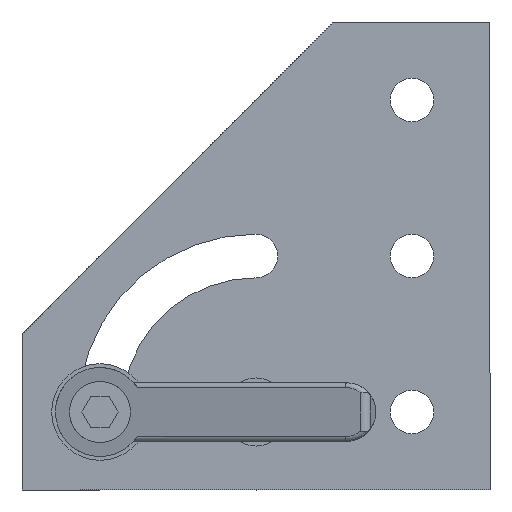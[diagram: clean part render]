
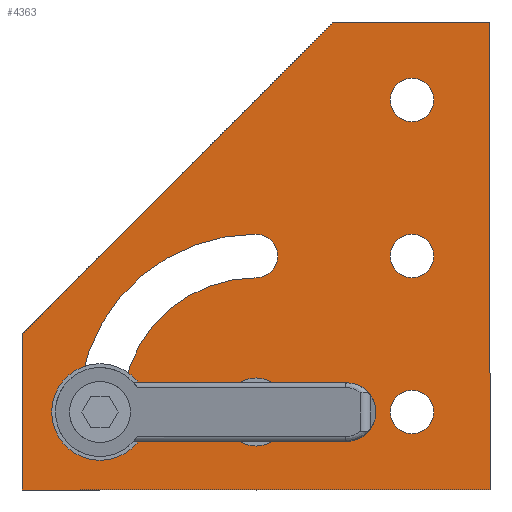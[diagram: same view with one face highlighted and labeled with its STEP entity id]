
A CAD part, left-side view. The second image highlights one B-rep face of the part: STEP entity #4363.
In plain terms, the highlighted planar face has unit normal (-1, 0, 0).
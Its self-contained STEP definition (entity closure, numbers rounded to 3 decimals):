
#3740=CARTESIAN_POINT('',(-0.596,-0.86,0.5));
#3741=VERTEX_POINT('',#3740);
#3750=CARTESIAN_POINT('',(-0.596,-1.14,0.5));
#3751=VERTEX_POINT('',#3750);
#3752=CARTESIAN_POINT('',(-0.596,-1.,0.5));
#3753=DIRECTION('',(1.0,0.0,0.0));
#3754=DIRECTION('',(0.0,1.0,0.0));
#3755=AXIS2_PLACEMENT_3D('',#3752,#3753,#3754);
#3756=CIRCLE('',#3755,0.14);
#3757=EDGE_CURVE('',#3751,#3741,#3756,.T.);
#3782=CARTESIAN_POINT('',(-0.596,-0.86,1.5));
#3783=VERTEX_POINT('',#3782);
#3792=CARTESIAN_POINT('',(-0.596,-1.14,1.5));
#3793=VERTEX_POINT('',#3792);
#3794=CARTESIAN_POINT('',(-0.596,-1.,1.5));
#3795=DIRECTION('',(1.0,0.0,0.0));
#3796=DIRECTION('',(0.0,1.0,0.0));
#3797=AXIS2_PLACEMENT_3D('',#3794,#3795,#3796);
#3798=CIRCLE('',#3797,0.14);
#3799=EDGE_CURVE('',#3793,#3783,#3798,.T.);
#3824=CARTESIAN_POINT('',(-0.596,-0.86,2.5));
#3825=VERTEX_POINT('',#3824);
#3834=CARTESIAN_POINT('',(-0.596,-1.14,2.5));
#3835=VERTEX_POINT('',#3834);
#3836=CARTESIAN_POINT('',(-0.596,-1.,2.5));
#3837=DIRECTION('',(1.0,0.0,0.0));
#3838=DIRECTION('',(0.0,1.0,0.0));
#3839=AXIS2_PLACEMENT_3D('',#3836,#3837,#3838);
#3840=CIRCLE('',#3839,0.14);
#3841=EDGE_CURVE('',#3835,#3825,#3840,.T.);
#3866=CARTESIAN_POINT('',(-0.596,0.218,0.5));
#3867=VERTEX_POINT('',#3866);
#3876=CARTESIAN_POINT('',(-0.596,-0.218,0.5));
#3877=VERTEX_POINT('',#3876);
#3878=CARTESIAN_POINT('',(-0.596,0.,0.5));
#3879=DIRECTION('',(1.0,0.0,0.0));
#3880=DIRECTION('',(0.0,1.0,0.0));
#3881=AXIS2_PLACEMENT_3D('',#3878,#3879,#3880);
#3882=CIRCLE('',#3881,0.218);
#3883=EDGE_CURVE('',#3877,#3867,#3882,.T.);
#3917=CARTESIAN_POINT('',(-0.596,0.,0.5));
#3918=DIRECTION('',(1.0,0.0,0.0));
#3919=DIRECTION('',(0.0,1.0,0.0));
#3920=AXIS2_PLACEMENT_3D('',#3917,#3918,#3919);
#3921=CIRCLE('',#3920,0.218);
#3922=EDGE_CURVE('',#3867,#3877,#3921,.T.);
#3943=CARTESIAN_POINT('',(-0.596,0.86,0.5));
#3944=VERTEX_POINT('',#3943);
#3951=CARTESIAN_POINT('',(-0.596,0.,1.36));
#3952=VERTEX_POINT('',#3951);
#3953=CARTESIAN_POINT('',(-0.596,0.,0.5));
#3954=DIRECTION('',(-1.0,0.,0.));
#3955=DIRECTION('',(0.,0.707,0.707));
#3956=AXIS2_PLACEMENT_3D('',#3953,#3954,#3955);
#3957=CIRCLE('',#3956,0.86);
#3958=EDGE_CURVE('',#3952,#3944,#3957,.T.);
#3984=CARTESIAN_POINT('',(-0.596,0.,1.64));
#3985=VERTEX_POINT('',#3984);
#3986=CARTESIAN_POINT('',(-0.596,0.,1.5));
#3987=DIRECTION('',(1.0,0.0,0.0));
#3988=DIRECTION('',(0.0,-1.0,0.0));
#3989=AXIS2_PLACEMENT_3D('',#3986,#3987,#3988);
#3990=CIRCLE('',#3989,0.14);
#3991=EDGE_CURVE('',#3985,#3952,#3990,.T.);
#4017=CARTESIAN_POINT('',(-0.596,1.14,0.5));
#4018=VERTEX_POINT('',#4017);
#4019=CARTESIAN_POINT('',(-0.596,0.,0.5));
#4020=DIRECTION('',(1.0,0.,0.));
#4021=DIRECTION('',(0.,0.707,0.707));
#4022=AXIS2_PLACEMENT_3D('',#4019,#4020,#4021);
#4023=CIRCLE('',#4022,1.14);
#4024=EDGE_CURVE('',#4018,#3985,#4023,.T.);
#4048=CARTESIAN_POINT('',(-0.596,1.,0.5));
#4049=DIRECTION('',(1.0,0.0,0.0));
#4050=DIRECTION('',(0.0,0.0,-1.0));
#4051=AXIS2_PLACEMENT_3D('',#4048,#4049,#4050);
#4052=CIRCLE('',#4051,0.14);
#4053=EDGE_CURVE('',#3944,#4018,#4052,.T.);
#4073=CARTESIAN_POINT('',(-0.596,-1.,2.5));
#4074=DIRECTION('',(1.0,0.0,0.0));
#4075=DIRECTION('',(0.0,1.0,0.0));
#4076=AXIS2_PLACEMENT_3D('',#4073,#4074,#4075);
#4077=CIRCLE('',#4076,0.14);
#4078=EDGE_CURVE('',#3825,#3835,#4077,.T.);
#4097=CARTESIAN_POINT('',(-0.596,-1.,1.5));
#4098=DIRECTION('',(1.0,0.0,0.0));
#4099=DIRECTION('',(0.0,1.0,0.0));
#4100=AXIS2_PLACEMENT_3D('',#4097,#4098,#4099);
#4101=CIRCLE('',#4100,0.14);
#4102=EDGE_CURVE('',#3783,#3793,#4101,.T.);
#4121=CARTESIAN_POINT('',(-0.596,-1.,0.5));
#4122=DIRECTION('',(1.0,0.0,0.0));
#4123=DIRECTION('',(0.0,1.0,0.0));
#4124=AXIS2_PLACEMENT_3D('',#4121,#4122,#4123);
#4125=CIRCLE('',#4124,0.14);
#4126=EDGE_CURVE('',#3741,#3751,#4125,.T.);
#4136=CARTESIAN_POINT('',(-0.596,1.5,1.));
#4137=VERTEX_POINT('',#4136);
#4138=CARTESIAN_POINT('',(-0.596,-0.5,3.));
#4139=VERTEX_POINT('',#4138);
#4140=CARTESIAN_POINT('',(-0.596,1.5,1.));
#4141=DIRECTION('',(0.,-0.707,0.707));
#4142=VECTOR('',#4141,2.828);
#4143=LINE('',#4140,#4142);
#4144=EDGE_CURVE('',#4137,#4139,#4143,.T.);
#4185=CARTESIAN_POINT('',(-0.596,1.5,0.));
#4186=VERTEX_POINT('',#4185);
#4193=CARTESIAN_POINT('',(-0.596,1.5,1.));
#4194=DIRECTION('',(0.0,0.0,-1.0));
#4195=VECTOR('',#4194,1.0);
#4196=LINE('',#4193,#4195);
#4197=EDGE_CURVE('',#4137,#4186,#4196,.T.);
#4310=CARTESIAN_POINT('',(-0.596,1.5,3.));
#4311=DIRECTION('',(-1.0,0.0,0.0));
#4312=DIRECTION('',(0.0,0.0,1.0));
#4313=AXIS2_PLACEMENT_3D('',#4310,#4311,#4312);
#4314=PLANE('',#4313);
#4315=ORIENTED_EDGE('',*,*,#4144,.F.);
#4316=ORIENTED_EDGE('',*,*,#4197,.T.);
#4317=CARTESIAN_POINT('',(-0.596,-1.5,0.));
#4318=VERTEX_POINT('',#4317);
#4319=CARTESIAN_POINT('',(-0.596,1.5,0.));
#4320=DIRECTION('',(0.0,-1.0,0.0));
#4321=VECTOR('',#4320,3.);
#4322=LINE('',#4319,#4321);
#4323=EDGE_CURVE('',#4186,#4318,#4322,.T.);
#4324=ORIENTED_EDGE('',*,*,#4323,.T.);
#4325=CARTESIAN_POINT('',(-0.596,-1.5,3.));
#4326=VERTEX_POINT('',#4325);
#4327=CARTESIAN_POINT('',(-0.596,-1.5,3.));
#4328=DIRECTION('',(0.0,0.0,-1.0));
#4329=VECTOR('',#4328,3.0);
#4330=LINE('',#4327,#4329);
#4331=EDGE_CURVE('',#4326,#4318,#4330,.T.);
#4332=ORIENTED_EDGE('',*,*,#4331,.F.);
#4333=CARTESIAN_POINT('',(-0.596,-1.5,3.));
#4334=DIRECTION('',(0.0,1.0,0.0));
#4335=VECTOR('',#4334,1.);
#4336=LINE('',#4333,#4335);
#4337=EDGE_CURVE('',#4326,#4139,#4336,.T.);
#4338=ORIENTED_EDGE('',*,*,#4337,.T.);
#4339=EDGE_LOOP('',(#4315,#4316,#4324,#4332,#4338));
#4340=FACE_OUTER_BOUND('',#4339,.T.);
#4341=ORIENTED_EDGE('',*,*,#3922,.T.);
#4342=ORIENTED_EDGE('',*,*,#3883,.T.);
#4343=EDGE_LOOP('',(#4341,#4342));
#4344=FACE_BOUND('',#4343,.T.);
#4345=ORIENTED_EDGE('',*,*,#3958,.T.);
#4346=ORIENTED_EDGE('',*,*,#4053,.T.);
#4347=ORIENTED_EDGE('',*,*,#4024,.T.);
#4348=ORIENTED_EDGE('',*,*,#3991,.T.);
#4349=EDGE_LOOP('',(#4345,#4346,#4347,#4348));
#4350=FACE_BOUND('',#4349,.T.);
#4351=ORIENTED_EDGE('',*,*,#4078,.T.);
#4352=ORIENTED_EDGE('',*,*,#3841,.T.);
#4353=EDGE_LOOP('',(#4351,#4352));
#4354=FACE_BOUND('',#4353,.T.);
#4355=ORIENTED_EDGE('',*,*,#4102,.T.);
#4356=ORIENTED_EDGE('',*,*,#3799,.T.);
#4357=EDGE_LOOP('',(#4355,#4356));
#4358=FACE_BOUND('',#4357,.T.);
#4359=ORIENTED_EDGE('',*,*,#4126,.T.);
#4360=ORIENTED_EDGE('',*,*,#3757,.T.);
#4361=EDGE_LOOP('',(#4359,#4360));
#4362=FACE_BOUND('',#4361,.T.);
#4363=ADVANCED_FACE('',(#4340,#4344,#4350,#4354,#4358,#4362),#4314,.T.);
